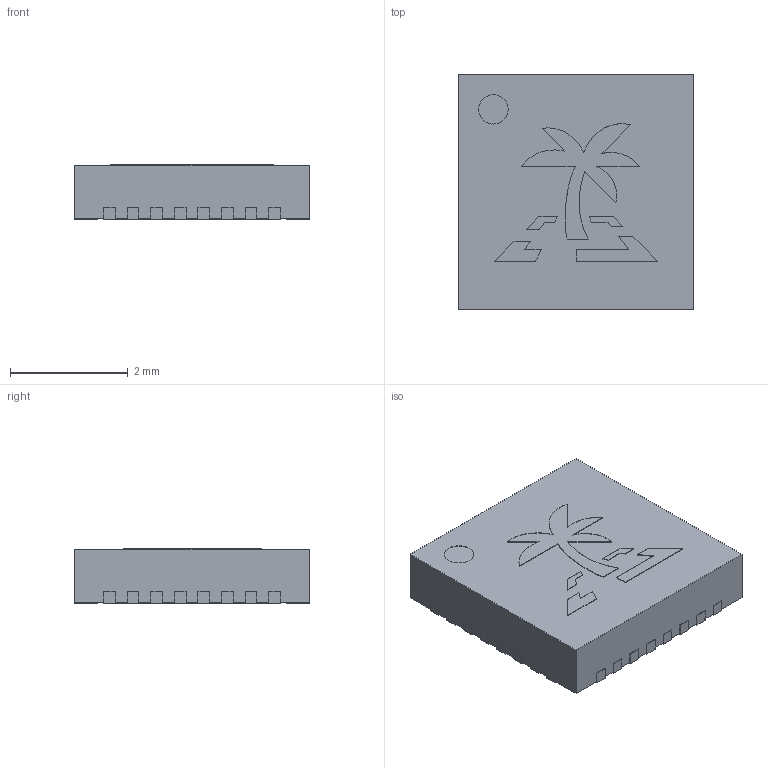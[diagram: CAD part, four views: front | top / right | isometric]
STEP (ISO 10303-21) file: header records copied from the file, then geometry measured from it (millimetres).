
FILE_DESCRIPTION(('FreeCAD Model'),'2;1');
FILE_NAME('Open CASCADE Shape Model','2024-12-05T14:42:04',('Author'),( ''),'Open CASCADE STEP processor 7.7','FreeCAD','Unknown');
FILE_SCHEMA(('AUTOMOTIVE_DESIGN { 1 0 10303 214 1 1 1 1 }'));
Length unit declared in the file: millimetre
Products named in the file (4): Unnamed; QFN-32-1EP_4x4mm_Pitch0.4mm; Sketch001; Extrude
Assembly tree (3 placements, depth 2):
  Unnamed
    QFN-32-1EP_4x4mm_Pitch0.4mm
    Sketch001
    Extrude
Bounding box: 4 x 4 x 0.93 mm (x, y, z)
Volume: 14.5 mm3; surface area: 51 mm2
Topology: 6 solids, 6 shells, 262 faces, 790 edges, 588 vertices
Faces by surface type: plane 183, extrusion 46, cylinder 33
Full cylindrical faces by diameter (mm): 0.5 x1
Entity records: 8942 total; most frequent: CARTESIAN_POINT 1924, ORIENTED_EDGE 1488, DIRECTION 1204, EDGE_CURVE 744, VECTOR 632, LINE 586, VERTEX_POINT 496, AXIS2_PLACEMENT_3D 286
